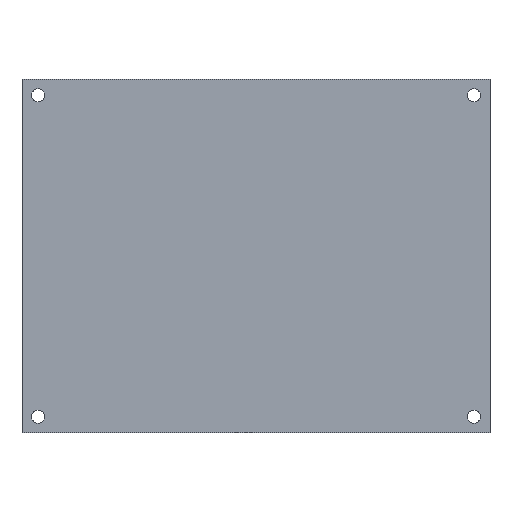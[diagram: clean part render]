
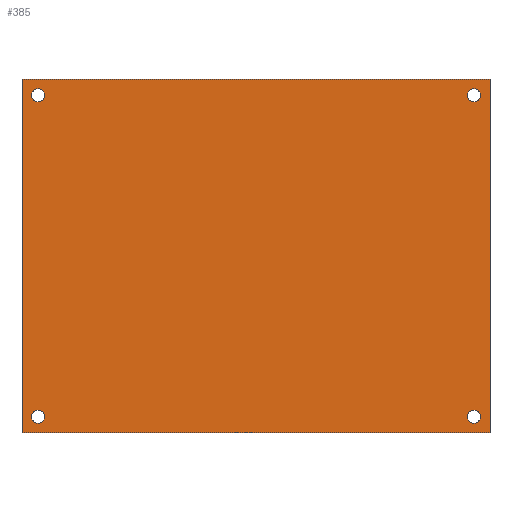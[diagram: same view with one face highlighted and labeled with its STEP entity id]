
A CAD part, front view. The second image highlights one B-rep face of the part: STEP entity #385.
In plain terms, the highlighted planar face has unit normal (0, -1, 0).
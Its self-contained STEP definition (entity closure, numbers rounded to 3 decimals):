
#29=DIRECTION('',(0.,0.,-1.));
#30=VECTOR('',#29,198.);
#31=CARTESIAN_POINT('',(131.,12.8,99.));
#32=LINE('',#31,#30);
#37=DIRECTION('',(-1.,0.,0.));
#38=VECTOR('',#37,262.);
#39=CARTESIAN_POINT('',(131.,12.8,-99.));
#40=LINE('',#39,#38);
#44=DIRECTION('',(0.,0.,1.));
#45=VECTOR('',#44,198.);
#46=CARTESIAN_POINT('',(-131.,12.8,-99.));
#47=LINE('',#46,#45);
#51=DIRECTION('',(1.,0.,0.));
#52=VECTOR('',#51,262.);
#53=CARTESIAN_POINT('',(-131.,12.8,99.));
#54=LINE('',#53,#52);
#58=CARTESIAN_POINT('',(122.,12.8,-90.));
#59=DIRECTION('',(0.,1.,0.));
#60=DIRECTION('',(-1.,0.,0.));
#61=AXIS2_PLACEMENT_3D('',#58,#59,#60);
#66=CARTESIAN_POINT('',(122.,12.8,-90.));
#67=DIRECTION('',(0.,1.,0.));
#68=DIRECTION('',(1.,0.,0.));
#69=AXIS2_PLACEMENT_3D('',#66,#67,#68);
#74=CARTESIAN_POINT('',(-122.,12.8,-90.));
#75=DIRECTION('',(0.,1.,0.));
#76=DIRECTION('',(-1.,0.,0.));
#77=AXIS2_PLACEMENT_3D('',#74,#75,#76);
#82=CARTESIAN_POINT('',(-122.,12.8,-90.));
#83=DIRECTION('',(0.,1.,0.));
#84=DIRECTION('',(1.,0.,0.));
#85=AXIS2_PLACEMENT_3D('',#82,#83,#84);
#90=CARTESIAN_POINT('',(-122.,12.8,90.));
#91=DIRECTION('',(0.,1.,0.));
#92=DIRECTION('',(-1.,0.,0.));
#93=AXIS2_PLACEMENT_3D('',#90,#91,#92);
#98=CARTESIAN_POINT('',(-122.,12.8,90.));
#99=DIRECTION('',(0.,1.,0.));
#100=DIRECTION('',(1.,0.,0.));
#101=AXIS2_PLACEMENT_3D('',#98,#99,#100);
#106=CARTESIAN_POINT('',(122.,12.8,90.));
#107=DIRECTION('',(0.,1.,0.));
#108=DIRECTION('',(-1.,0.,0.));
#109=AXIS2_PLACEMENT_3D('',#106,#107,#108);
#114=CARTESIAN_POINT('',(122.,12.8,90.));
#115=DIRECTION('',(0.,1.,0.));
#116=DIRECTION('',(1.,0.,0.));
#117=AXIS2_PLACEMENT_3D('',#114,#115,#116);
#298=CARTESIAN_POINT('',(131.,12.8,99.));
#299=CARTESIAN_POINT('',(131.,12.8,-99.));
#300=VERTEX_POINT('',#298);
#301=VERTEX_POINT('',#299);
#302=CARTESIAN_POINT('',(-131.,12.8,-99.));
#303=VERTEX_POINT('',#302);
#304=CARTESIAN_POINT('',(-131.,12.8,99.));
#305=VERTEX_POINT('',#304);
#314=CARTESIAN_POINT('',(118.35,12.8,-90.));
#315=CARTESIAN_POINT('',(125.65,12.8,-90.));
#316=VERTEX_POINT('',#314);
#317=VERTEX_POINT('',#315);
#318=CARTESIAN_POINT('',(-125.65,12.8,-90.));
#319=CARTESIAN_POINT('',(-118.35,12.8,-90.));
#320=VERTEX_POINT('',#318);
#321=VERTEX_POINT('',#319);
#322=CARTESIAN_POINT('',(-125.65,12.8,90.));
#323=CARTESIAN_POINT('',(-118.35,12.8,90.));
#324=VERTEX_POINT('',#322);
#325=VERTEX_POINT('',#323);
#326=CARTESIAN_POINT('',(118.35,12.8,90.));
#327=CARTESIAN_POINT('',(125.65,12.8,90.));
#328=VERTEX_POINT('',#326);
#329=VERTEX_POINT('',#327);
#346=CARTESIAN_POINT('',(0.,12.8,0.));
#347=DIRECTION('',(0.,1.,0.));
#348=DIRECTION('',(-1.,0.,0.));
#349=AXIS2_PLACEMENT_3D('',#346,#347,#348);
#350=PLANE('',#349);
#352=ORIENTED_EDGE('',*,*,#351,.T.);
#354=ORIENTED_EDGE('',*,*,#353,.T.);
#356=ORIENTED_EDGE('',*,*,#355,.T.);
#358=ORIENTED_EDGE('',*,*,#357,.T.);
#359=EDGE_LOOP('',(#352,#354,#356,#358));
#360=FACE_OUTER_BOUND('',#359,.F.);
#362=ORIENTED_EDGE('',*,*,#361,.F.);
#364=ORIENTED_EDGE('',*,*,#363,.F.);
#365=EDGE_LOOP('',(#362,#364));
#366=FACE_BOUND('',#365,.F.);
#368=ORIENTED_EDGE('',*,*,#367,.F.);
#370=ORIENTED_EDGE('',*,*,#369,.F.);
#371=EDGE_LOOP('',(#368,#370));
#372=FACE_BOUND('',#371,.F.);
#374=ORIENTED_EDGE('',*,*,#373,.F.);
#376=ORIENTED_EDGE('',*,*,#375,.F.);
#377=EDGE_LOOP('',(#374,#376));
#378=FACE_BOUND('',#377,.F.);
#380=ORIENTED_EDGE('',*,*,#379,.F.);
#382=ORIENTED_EDGE('',*,*,#381,.F.);
#383=EDGE_LOOP('',(#380,#382));
#384=FACE_BOUND('',#383,.F.);
#62=CIRCLE('',#61,3.65);
#70=CIRCLE('',#69,3.65);
#78=CIRCLE('',#77,3.65);
#86=CIRCLE('',#85,3.65);
#94=CIRCLE('',#93,3.65);
#102=CIRCLE('',#101,3.65);
#110=CIRCLE('',#109,3.65);
#118=CIRCLE('',#117,3.65);
#351=EDGE_CURVE('',#300,#301,#32,.T.);
#353=EDGE_CURVE('',#301,#303,#40,.T.);
#355=EDGE_CURVE('',#303,#305,#47,.T.);
#357=EDGE_CURVE('',#305,#300,#54,.T.);
#361=EDGE_CURVE('',#316,#317,#62,.T.);
#363=EDGE_CURVE('',#317,#316,#70,.T.);
#367=EDGE_CURVE('',#320,#321,#78,.T.);
#369=EDGE_CURVE('',#321,#320,#86,.T.);
#373=EDGE_CURVE('',#324,#325,#94,.T.);
#375=EDGE_CURVE('',#325,#324,#102,.T.);
#379=EDGE_CURVE('',#328,#329,#110,.T.);
#381=EDGE_CURVE('',#329,#328,#118,.T.);
#385=ADVANCED_FACE('',(#360,#366,#372,#378,#384),#350,.F.);
